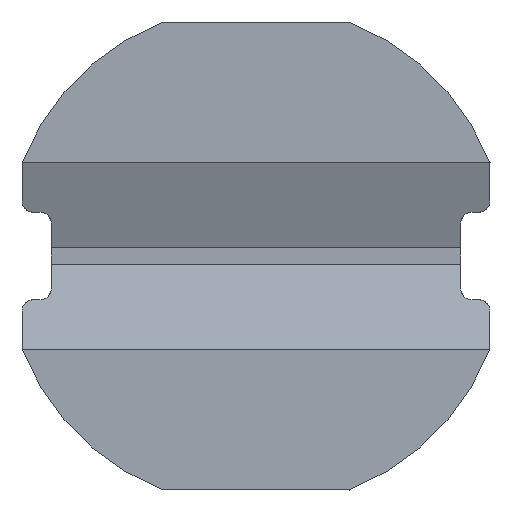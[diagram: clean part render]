
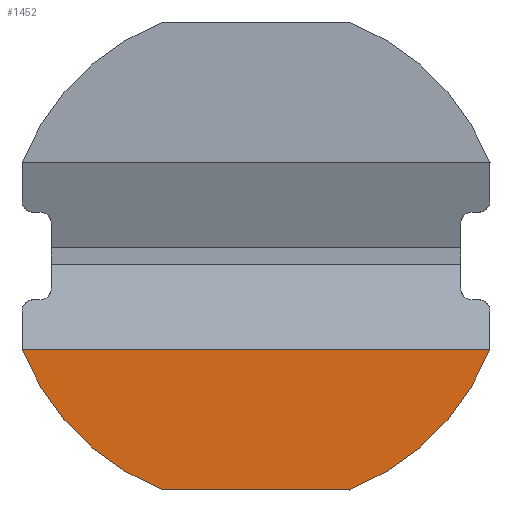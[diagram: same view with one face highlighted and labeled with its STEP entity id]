
A CAD part, front view. The second image highlights one B-rep face of the part: STEP entity #1452.
In plain terms, the highlighted planar face has unit normal (0, -1, 0).
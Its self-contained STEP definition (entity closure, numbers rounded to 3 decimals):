
#1=DIRECTION('',(1.,0.,0.));
#2=VECTOR('',#1,8.);
#3=CARTESIAN_POINT('',(-4.,0.,-1.6));
#4=LINE('',#3,#2);
#5=CARTESIAN_POINT('',(0.,0.,0.));
#6=DIRECTION('',(0.,1.,0.));
#7=DIRECTION('',(0.928,0.,-0.371));
#8=AXIS2_PLACEMENT_3D('',#5,#6,#7);
#10=DIRECTION('',(-1.,0.,0.));
#11=VECTOR('',#10,3.2);
#12=CARTESIAN_POINT('',(1.6,0.,-4.));
#13=LINE('',#12,#11);
#14=CARTESIAN_POINT('',(0.,0.,0.));
#15=DIRECTION('',(0.,1.,0.));
#16=DIRECTION('',(-0.371,0.,-0.928));
#17=AXIS2_PLACEMENT_3D('',#14,#15,#16);
#1197=CARTESIAN_POINT('',(-4.,0.,-1.6));
#1198=CARTESIAN_POINT('',(4.,0.,-1.6));
#1199=VERTEX_POINT('',#1197);
#1200=VERTEX_POINT('',#1198);
#1270=CARTESIAN_POINT('',(1.6,0.,-4.));
#1271=CARTESIAN_POINT('',(-1.6,0.,-4.));
#1272=VERTEX_POINT('',#1270);
#1273=VERTEX_POINT('',#1271);
#1437=CARTESIAN_POINT('',(0.,0.,0.));
#1438=DIRECTION('',(0.,1.,0.));
#1439=DIRECTION('',(1.,0.,0.));
#1440=AXIS2_PLACEMENT_3D('',#1437,#1438,#1439);
#1441=PLANE('',#1440);
#1443=ORIENTED_EDGE('',*,*,#1442,.T.);
#1445=ORIENTED_EDGE('',*,*,#1444,.T.);
#1447=ORIENTED_EDGE('',*,*,#1446,.T.);
#1449=ORIENTED_EDGE('',*,*,#1448,.T.);
#1450=EDGE_LOOP('',(#1443,#1445,#1447,#1449));
#1451=FACE_OUTER_BOUND('',#1450,.F.);
#9=CIRCLE('',#8,4.308);
#18=CIRCLE('',#17,4.308);
#1442=EDGE_CURVE('',#1199,#1200,#4,.T.);
#1444=EDGE_CURVE('',#1200,#1272,#9,.T.);
#1446=EDGE_CURVE('',#1272,#1273,#13,.T.);
#1448=EDGE_CURVE('',#1273,#1199,#18,.T.);
#1452=ADVANCED_FACE('',(#1451),#1441,.F.);
